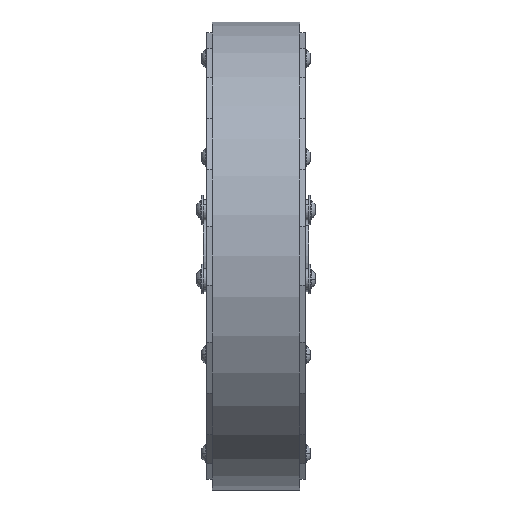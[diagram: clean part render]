
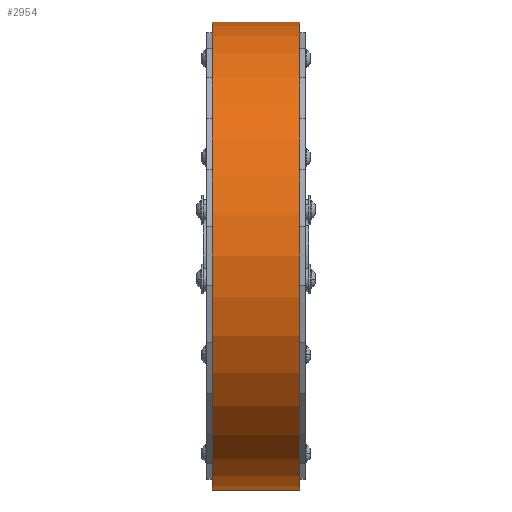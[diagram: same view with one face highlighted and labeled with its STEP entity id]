
A CAD part, left-side view. The second image highlights one B-rep face of the part: STEP entity #2954.
In plain terms, the highlighted cylindrical face has radius 101.6 mm (diameter 203.2 mm), a partial arc.
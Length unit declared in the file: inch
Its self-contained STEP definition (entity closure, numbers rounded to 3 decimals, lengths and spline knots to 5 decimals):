
#2603 = ORIENTED_EDGE ( 'NONE', *, *, #2748, .F. ) ;
#2604 = ORIENTED_EDGE ( 'NONE', *, *, #2756, .T. ) ;
#2605 = ORIENTED_EDGE ( 'NONE', *, *, #2617, .T. ) ;
#2617 = EDGE_CURVE ( 'NONE', #3014, #2754, #7575, .T. ) ;
#2748 = EDGE_CURVE ( 'NONE', #2873, #3054, #7521, .T. ) ;
#2753 = EDGE_CURVE ( 'NONE', #3054, #2754, #7516, .T. ) ;
#2754 = VERTEX_POINT ( 'NONE', #7854 ) ;
#2756 = EDGE_CURVE ( 'NONE', #2873, #3014, #7902, .T. ) ;
#2811 = ORIENTED_EDGE ( 'NONE', *, *, #2753, .F. ) ;
#2873 = VERTEX_POINT ( 'NONE', #7755 ) ;
#2954 = ADVANCED_FACE ( 'NONE', ( #7983 ), #7982, .T. ) ;
#2955 = EDGE_LOOP ( 'NONE', ( #2811, #2603, #2604, #2605 ) ) ;
#3014 = VERTEX_POINT ( 'NONE', #8102 ) ;
#3054 = VERTEX_POINT ( 'NONE', #8213 ) ;
#6925 = VECTOR ( 'NONE', #6930, 39.37008 ) ;
#6930 = DIRECTION ( 'NONE',  ( 0., -1., 0. ) ) ;
#7515 = CARTESIAN_POINT ( 'NONE',  ( 0., 0.75, 4. ) ) ;
#7516 = LINE ( 'NONE', #7515, #6925 ) ;
#7517 = DIRECTION ( 'NONE',  ( 0., 0., 1. ) ) ;
#7518 = DIRECTION ( 'NONE',  ( 0., 1., 0. ) ) ;
#7519 = CARTESIAN_POINT ( 'NONE',  ( 0., 0.75, 0. ) ) ;
#7520 = AXIS2_PLACEMENT_3D ( 'NONE', #7519, #7518, #7517 ) ;
#7521 = CIRCLE ( 'NONE', #7520, 4. ) ;
#7557 = DIRECTION ( 'NONE',  ( 0., 0., 1. ) ) ;
#7558 = DIRECTION ( 'NONE',  ( 0., 1., 0. ) ) ;
#7559 = CARTESIAN_POINT ( 'NONE',  ( 0., -0.75, 0. ) ) ;
#7574 = AXIS2_PLACEMENT_3D ( 'NONE', #7559, #7558, #7557 ) ;
#7575 = CIRCLE ( 'NONE', #7574, 4. ) ;
#7755 = CARTESIAN_POINT ( 'NONE',  ( 0., 0.75, -4. ) ) ;
#7812 = DIRECTION ( 'NONE',  ( 0., -1., 0. ) ) ;
#7854 = CARTESIAN_POINT ( 'NONE',  ( 0., -0.75, 4. ) ) ;
#7900 = VECTOR ( 'NONE', #7812, 39.37008 ) ;
#7901 = CARTESIAN_POINT ( 'NONE',  ( 0., 0.75, -4. ) ) ;
#7902 = LINE ( 'NONE', #7901, #7900 ) ;
#7977 = DIRECTION ( 'NONE',  ( 0., 0., -1. ) ) ;
#7978 = DIRECTION ( 'NONE',  ( 0., -1., 0. ) ) ;
#7979 = CARTESIAN_POINT ( 'NONE',  ( 0., 0.75, 0. ) ) ;
#7980 = AXIS2_PLACEMENT_3D ( 'NONE', #7979, #7978, #7977 ) ;
#7982 = CYLINDRICAL_SURFACE ( 'NONE', #7980, 4. ) ;
#7983 = FACE_OUTER_BOUND ( 'NONE', #2955, .T. ) ;
#8102 = CARTESIAN_POINT ( 'NONE',  ( 0., -0.75, -4. ) ) ;
#8213 = CARTESIAN_POINT ( 'NONE',  ( 0., 0.75, 4. ) ) ;
